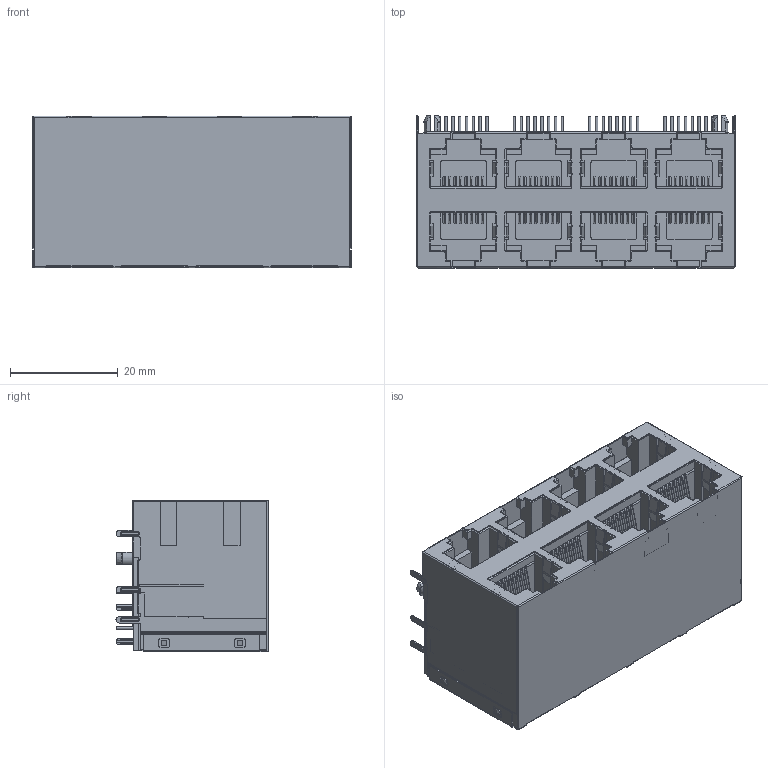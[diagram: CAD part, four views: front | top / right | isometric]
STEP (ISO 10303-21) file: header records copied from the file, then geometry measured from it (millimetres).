
FILE_DESCRIPTION (( 'STEP AP214' ), '1' );
FILE_NAME ('FRJ45054-8100K6K0200-REF .STEP', '2026-02-27T09:19:09', ( '' ), ( '' ), 'SwSTEP 2.0', 'SolidWorks 2021', '' );
FILE_SCHEMA (( 'AUTOMOTIVE_DESIGN' ));
Length unit declared in the file: millimetre
Products named in the file (1): FRJ45054-8100K6K0200-REF 
Bounding box: 59.38 x 28.22 x 28.2 mm (x, y, z)
Volume: 25971.5 mm3; surface area: 26881.7 mm2
Topology: 1 solids, 37 shells, 3623 faces, 9350 edges, 5954 vertices
Faces by surface type: plane 2400, cylinder 1033, torus 128, cone 40, bspline 22
Entity records: 109501 total; most frequent: CARTESIAN_POINT 20292, ORIENTED_EDGE 18700, DIRECTION 18297, EDGE_CURVE 9350, VECTOR 6871, LINE 6871, VERTEX_POINT 5954, AXIS2_PLACEMENT_3D 5713
